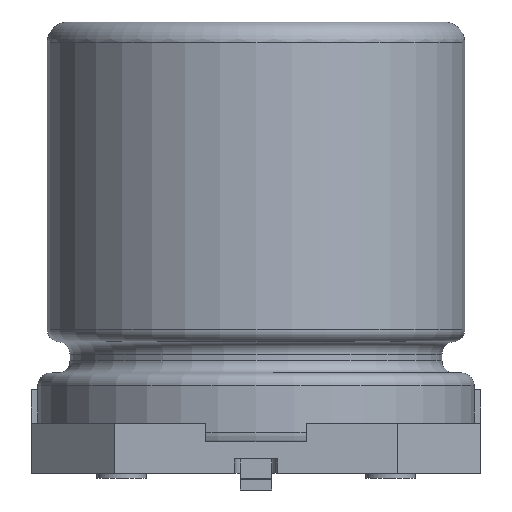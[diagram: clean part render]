
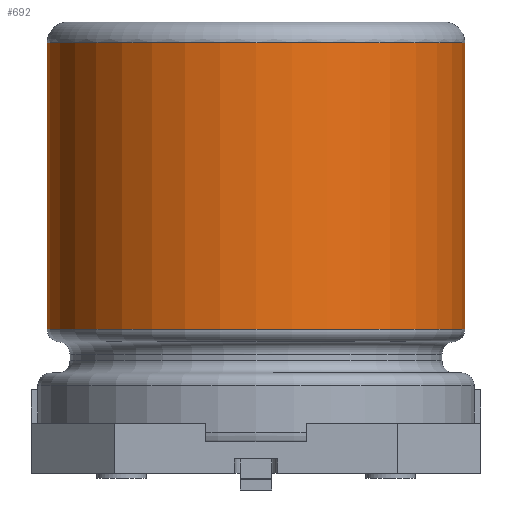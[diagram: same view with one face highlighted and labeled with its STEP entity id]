
A CAD part, front view. The second image highlights one B-rep face of the part: STEP entity #692.
In plain terms, the highlighted cylindrical face has radius 6.25 mm (diameter 12.5 mm), a full revolution.
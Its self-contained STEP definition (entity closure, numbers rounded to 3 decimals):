
#692 = ADVANCED_FACE( '', ( #1436, #1437 ), #1438, .T. );
#1436 = FACE_OUTER_BOUND( '', #2241, .T. );
#1437 = FACE_OUTER_BOUND( '', #2242, .T. );
#1438 = CYLINDRICAL_SURFACE( '', #2243, 6.25 );
#2241 = EDGE_LOOP( '', ( #4226 ) );
#2242 = EDGE_LOOP( '', ( #4227 ) );
#2243 = AXIS2_PLACEMENT_3D( '', #4228, #4229, #4230 );
#4226 = ORIENTED_EDGE( '', *, *, #5566, .T. );
#4227 = ORIENTED_EDGE( '', *, *, #4877, .T. );
#4228 = CARTESIAN_POINT( '', ( 0., 0., 9.9 ) );
#4229 = DIRECTION( '', ( 0., 0., -1. ) );
#4230 = DIRECTION( '', ( 1., 0., 0. ) );
#4877 = EDGE_CURVE( '', #5772, #5772, #5773, .T. );
#5566 = EDGE_CURVE( '', #6811, #6811, #6812, .T. );
#5772 = VERTEX_POINT( '', #7078 );
#5773 = CIRCLE( '', #7079, 6.25 );
#6811 = VERTEX_POINT( '', #9060 );
#6812 = CIRCLE( '', #9061, 6.25 );
#7078 = CARTESIAN_POINT( '', ( 6.25, 0., 3.708 ) );
#7079 = AXIS2_PLACEMENT_3D( '', #9319, #9320, #9321 );
#9060 = CARTESIAN_POINT( '', ( -6.25, 0., 12.275 ) );
#9061 = AXIS2_PLACEMENT_3D( '', #9866, #9867, #9868 );
#9319 = CARTESIAN_POINT( '', ( 0., 0., 3.708 ) );
#9320 = DIRECTION( '', ( 0., 0., 1. ) );
#9321 = DIRECTION( '', ( 1., 0., 0. ) );
#9866 = CARTESIAN_POINT( '', ( 0., 0., 12.275 ) );
#9867 = DIRECTION( '', ( 0., 0., -1. ) );
#9868 = DIRECTION( '', ( -1., 0., 0. ) );
